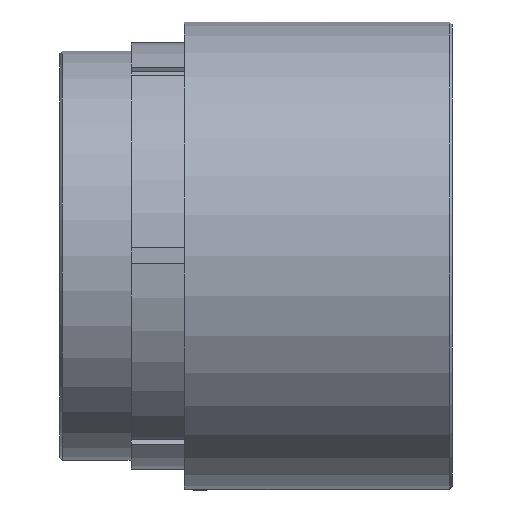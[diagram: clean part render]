
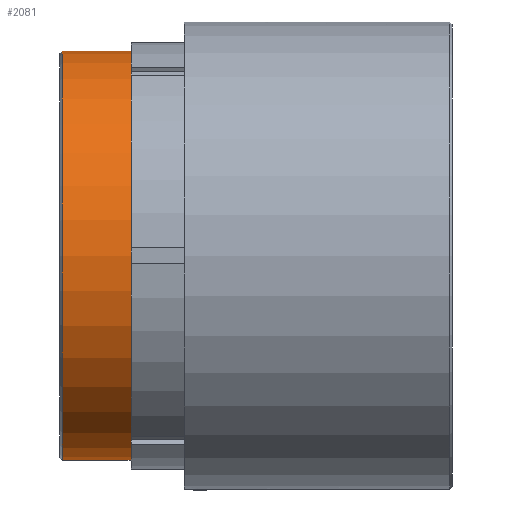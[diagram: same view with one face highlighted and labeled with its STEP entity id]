
A CAD part, left-side view. The second image highlights one B-rep face of the part: STEP entity #2081.
In plain terms, the highlighted cylindrical face has radius 60.922 mm (diameter 121.844 mm), a partial arc.
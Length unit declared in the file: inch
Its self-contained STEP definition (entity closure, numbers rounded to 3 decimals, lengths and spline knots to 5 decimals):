
#5 = CARTESIAN_POINT ( 'NONE',  ( 0., 3.765, 2.3985 ) ) ;
#80 = VERTEX_POINT ( 'NONE', #1739 ) ;
#211 = EDGE_LOOP ( 'NONE', ( #4759, #2553, #5150, #4622 ) ) ;
#243 = EDGE_CURVE ( 'NONE', #1337, #5547, #3800, .T. ) ;
#717 = DIRECTION ( 'NONE',  ( 0., 0., 1. ) ) ;
#983 = EDGE_CURVE ( 'NONE', #1337, #80, #1180, .T. ) ;
#1180 = CIRCLE ( 'NONE', #3216, 2.3985 ) ;
#1261 = VECTOR ( 'NONE', #1785, 39.37008 ) ;
#1296 = DIRECTION ( 'NONE',  ( 0., 0., 1. ) ) ;
#1337 = VERTEX_POINT ( 'NONE', #3840 ) ;
#1347 = CARTESIAN_POINT ( 'NONE',  ( 0., 3.765, 0. ) ) ;
#1504 = EDGE_CURVE ( 'NONE', #1888, #5547, #1755, .T. ) ;
#1513 = CYLINDRICAL_SURFACE ( 'NONE', #4724, 2.3985 ) ;
#1607 = CARTESIAN_POINT ( 'NONE',  ( 0., 4.57, 2.3985 ) ) ;
#1739 = CARTESIAN_POINT ( 'NONE',  ( 0., 3.765, 2.3985 ) ) ;
#1755 = CIRCLE ( 'NONE', #4734, 2.3985 ) ;
#1785 = DIRECTION ( 'NONE',  ( 0., 1., 0. ) ) ;
#1888 = VERTEX_POINT ( 'NONE', #1607 ) ;
#2081 = ADVANCED_FACE ( 'NONE', ( #5526 ), #1513, .T. ) ;
#2424 = CARTESIAN_POINT ( 'NONE',  ( 0., 4.57, 0. ) ) ;
#2553 = ORIENTED_EDGE ( 'NONE', *, *, #983, .T. ) ;
#3216 = AXIS2_PLACEMENT_3D ( 'NONE', #1347, #4906, #1296 ) ;
#3369 = DIRECTION ( 'NONE',  ( 0., 1., 0. ) ) ;
#3800 = LINE ( 'NONE', #5604, #4680 ) ;
#3810 = DIRECTION ( 'NONE',  ( 0., 0., 1. ) ) ;
#3840 = CARTESIAN_POINT ( 'NONE',  ( 0., 3.765, -2.3985 ) ) ;
#4155 = DIRECTION ( 'NONE',  ( 0., 1., 0. ) ) ;
#4388 = CARTESIAN_POINT ( 'NONE',  ( 0., 4.57, -2.3985 ) ) ;
#4622 = ORIENTED_EDGE ( 'NONE', *, *, #1504, .T. ) ;
#4636 = DIRECTION ( 'NONE',  ( 0., -1., 0. ) ) ;
#4680 = VECTOR ( 'NONE', #4155, 39.37008 ) ;
#4724 = AXIS2_PLACEMENT_3D ( 'NONE', #5142, #3369, #3810 ) ;
#4734 = AXIS2_PLACEMENT_3D ( 'NONE', #2424, #4636, #717 ) ;
#4759 = ORIENTED_EDGE ( 'NONE', *, *, #243, .F. ) ;
#4905 = LINE ( 'NONE', #5, #1261 ) ;
#4906 = DIRECTION ( 'NONE',  ( 0., 1., 0. ) ) ;
#5142 = CARTESIAN_POINT ( 'NONE',  ( 0., 3.765, 0. ) ) ;
#5150 = ORIENTED_EDGE ( 'NONE', *, *, #5202, .T. ) ;
#5202 = EDGE_CURVE ( 'NONE', #80, #1888, #4905, .T. ) ;
#5526 = FACE_OUTER_BOUND ( 'NONE', #211, .T. ) ;
#5547 = VERTEX_POINT ( 'NONE', #4388 ) ;
#5604 = CARTESIAN_POINT ( 'NONE',  ( 0., 3.765, -2.3985 ) ) ;
